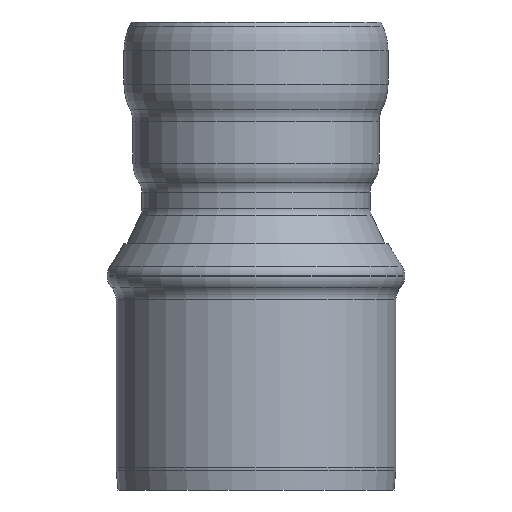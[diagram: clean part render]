
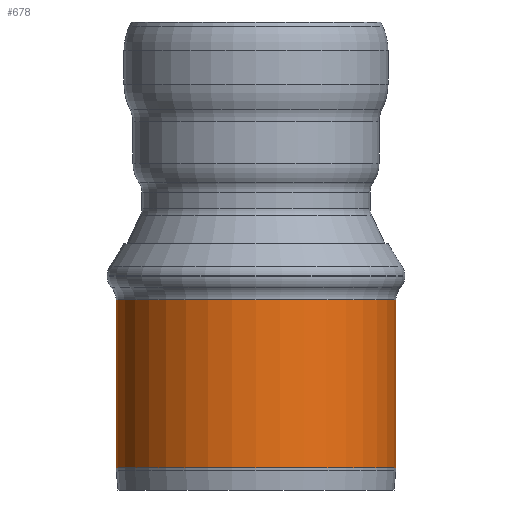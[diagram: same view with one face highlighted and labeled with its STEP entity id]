
A CAD part, front view. The second image highlights one B-rep face of the part: STEP entity #678.
In plain terms, the highlighted cylindrical face has radius 625 mm (diameter 1250 mm), a full revolution.
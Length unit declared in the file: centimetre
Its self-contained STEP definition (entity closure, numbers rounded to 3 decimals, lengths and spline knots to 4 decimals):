
#34=LINE('',#1157,#55);
#55=VECTOR('',#871,62.5);
#76=CYLINDRICAL_SURFACE('',#726,62.5);
#86=FACE_OUTER_BOUND('',#128,.T.);
#128=EDGE_LOOP('',(#440,#441,#442,#443,#444,#445));
#172=CIRCLE('',#727,62.5);
#173=CIRCLE('',#728,62.5);
#174=CIRCLE('',#729,62.5);
#175=CIRCLE('',#730,62.5);
#260=VERTEX_POINT('',#1152);
#261=VERTEX_POINT('',#1153);
#262=VERTEX_POINT('',#1156);
#263=VERTEX_POINT('',#1158);
#329=EDGE_CURVE('',#260,#261,#172,.T.);
#330=EDGE_CURVE('',#261,#260,#173,.T.);
#331=EDGE_CURVE('',#261,#262,#34,.T.);
#332=EDGE_CURVE('',#262,#263,#174,.T.);
#333=EDGE_CURVE('',#263,#262,#175,.T.);
#440=ORIENTED_EDGE('',*,*,#329,.F.);
#441=ORIENTED_EDGE('',*,*,#330,.F.);
#442=ORIENTED_EDGE('',*,*,#331,.T.);
#443=ORIENTED_EDGE('',*,*,#332,.T.);
#444=ORIENTED_EDGE('',*,*,#333,.T.);
#445=ORIENTED_EDGE('',*,*,#331,.F.);
#678=ADVANCED_FACE('',(#86),#76,.T.);
#726=AXIS2_PLACEMENT_3D('',#1151,#865,#866);
#727=AXIS2_PLACEMENT_3D('',#1154,#867,#868);
#728=AXIS2_PLACEMENT_3D('',#1155,#869,#870);
#729=AXIS2_PLACEMENT_3D('',#1159,#872,#873);
#730=AXIS2_PLACEMENT_3D('',#1160,#874,#875);
#865=DIRECTION('center_axis',(0.,0.,-1.));
#866=DIRECTION('ref_axis',(-1.,0.,0.));
#867=DIRECTION('center_axis',(0.,0.,-1.));
#868=DIRECTION('ref_axis',(1.,0.,0.));
#869=DIRECTION('center_axis',(0.,0.,-1.));
#870=DIRECTION('ref_axis',(1.,0.,0.));
#871=DIRECTION('',(0.,0.,1.));
#872=DIRECTION('center_axis',(0.,0.,-1.));
#873=DIRECTION('ref_axis',(1.,0.,0.));
#874=DIRECTION('center_axis',(0.,0.,-1.));
#875=DIRECTION('ref_axis',(1.,0.,0.));
#1151=CARTESIAN_POINT('Origin',(259.1202,151.5394,-57.48));
#1152=CARTESIAN_POINT('',(259.1202,89.0394,-94.9601));
#1153=CARTESIAN_POINT('',(321.6202,151.5394,-94.9601));
#1154=CARTESIAN_POINT('Origin',(259.1202,151.5394,-94.9601));
#1155=CARTESIAN_POINT('Origin',(259.1202,151.5394,-94.9601));
#1156=CARTESIAN_POINT('',(321.6202,151.5394,-20.));
#1157=CARTESIAN_POINT('',(321.6202,151.5394,-57.48));
#1158=CARTESIAN_POINT('',(259.1202,89.0394,-20.));
#1159=CARTESIAN_POINT('Origin',(259.1202,151.5394,-20.));
#1160=CARTESIAN_POINT('Origin',(259.1202,151.5394,-20.));
